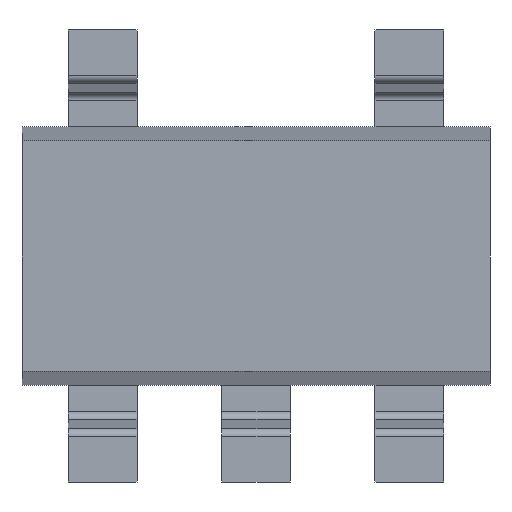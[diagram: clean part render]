
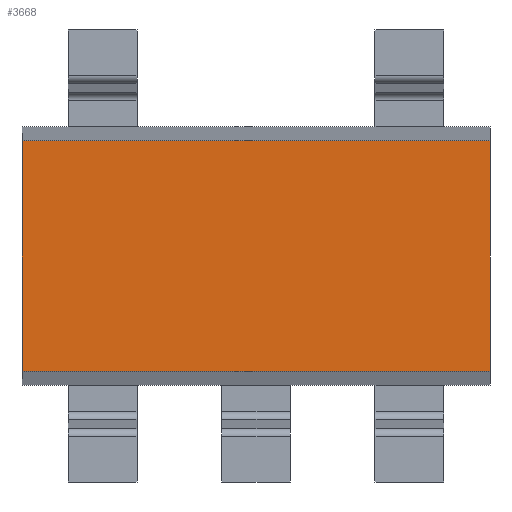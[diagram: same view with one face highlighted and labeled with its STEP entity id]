
A CAD part, front view. The second image highlights one B-rep face of the part: STEP entity #3668.
In plain terms, the highlighted planar face has unit normal (0, -1, 0).
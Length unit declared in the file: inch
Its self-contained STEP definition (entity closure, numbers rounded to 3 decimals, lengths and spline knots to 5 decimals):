
#768 = CARTESIAN_POINT ( 'NONE',  ( 0., 0., 0. ) ) ;
#1199 = CARTESIAN_POINT ( 'NONE',  ( 0., 0., -0.00341 ) ) ;
#1491 = EDGE_LOOP ( 'NONE', ( #3956, #12052, #3046, #3040 ) ) ;
#1524 = DIRECTION ( 'NONE',  ( 1., 0., 0. ) ) ;
#1950 = CARTESIAN_POINT ( 'NONE',  ( 0.11415, 0., -0.05954 ) ) ;
#2214 = DIRECTION ( 'NONE',  ( -1., 0., 0. ) ) ;
#2258 = VECTOR ( 'NONE', #2214, 39.37008 ) ;
#2600 = LINE ( 'NONE', #1199, #2258 ) ;
#2670 = DIRECTION ( 'NONE',  ( 0., -1., 0. ) ) ;
#3040 = ORIENTED_EDGE ( 'NONE', *, *, #12690, .T. ) ;
#3046 = ORIENTED_EDGE ( 'NONE', *, *, #3858, .T. ) ;
#3378 = VECTOR ( 'NONE', #3865, 39.37008 ) ;
#3668 = ADVANCED_FACE ( 'NONE', ( #10557 ), #7741, .T. ) ;
#3858 = EDGE_CURVE ( 'NONE', #4623, #5202, #4031, .T. ) ;
#3865 = DIRECTION ( 'NONE',  ( 0., 0., -1. ) ) ;
#3956 = ORIENTED_EDGE ( 'NONE', *, *, #7798, .T. ) ;
#4031 = LINE ( 'NONE', #768, #3378 ) ;
#4197 = CARTESIAN_POINT ( 'NONE',  ( 0., 0., -0.05954 ) ) ;
#4225 = CARTESIAN_POINT ( 'NONE',  ( 0., 0., -0.00341 ) ) ;
#4623 = VERTEX_POINT ( 'NONE', #4225 ) ;
#5202 = VERTEX_POINT ( 'NONE', #4197 ) ;
#5576 = LINE ( 'NONE', #12106, #11029 ) ;
#6139 = EDGE_CURVE ( 'NONE', #6848, #4623, #2600, .T. ) ;
#6726 = LINE ( 'NONE', #12737, #12169 ) ;
#6848 = VERTEX_POINT ( 'NONE', #11602 ) ;
#6965 = DIRECTION ( 'NONE',  ( 0., 0., 1. ) ) ;
#7741 = PLANE ( 'NONE',  #11026 ) ;
#7798 = EDGE_CURVE ( 'NONE', #12853, #6848, #5576, .T. ) ;
#8819 = CARTESIAN_POINT ( 'NONE',  ( 0., 0., 0. ) ) ;
#9844 = DIRECTION ( 'NONE',  ( 0., 0., -1. ) ) ;
#10557 = FACE_OUTER_BOUND ( 'NONE', #1491, .T. ) ;
#11026 = AXIS2_PLACEMENT_3D ( 'NONE', #8819, #2670, #9844 ) ;
#11029 = VECTOR ( 'NONE', #6965, 39.37008 ) ;
#11602 = CARTESIAN_POINT ( 'NONE',  ( 0.11415, 0., -0.00341 ) ) ;
#12052 = ORIENTED_EDGE ( 'NONE', *, *, #6139, .T. ) ;
#12106 = CARTESIAN_POINT ( 'NONE',  ( 0.11415, 0., 0. ) ) ;
#12169 = VECTOR ( 'NONE', #1524, 39.37008 ) ;
#12690 = EDGE_CURVE ( 'NONE', #5202, #12853, #6726, .T. ) ;
#12737 = CARTESIAN_POINT ( 'NONE',  ( 0., 0., -0.05954 ) ) ;
#12853 = VERTEX_POINT ( 'NONE', #1950 ) ;
